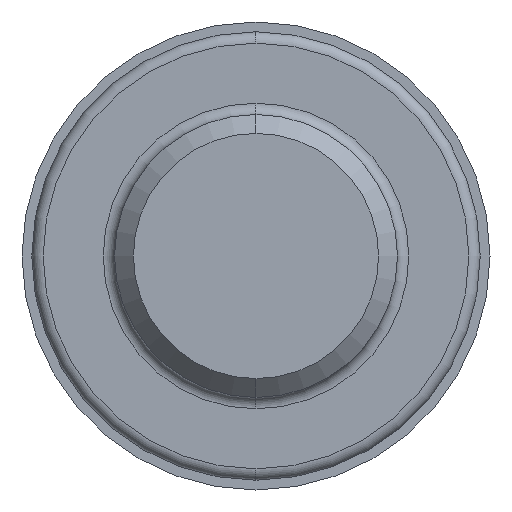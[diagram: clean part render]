
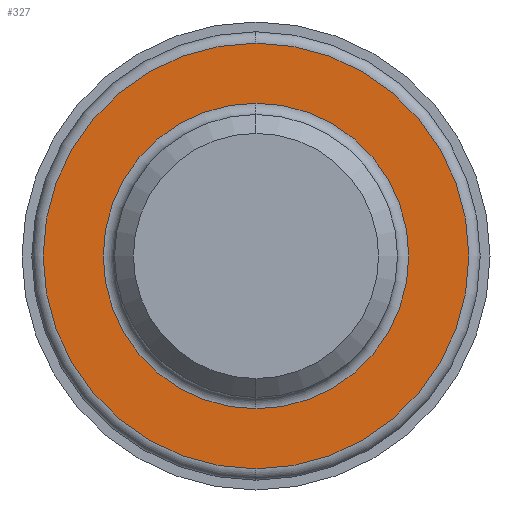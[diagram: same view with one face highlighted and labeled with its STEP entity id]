
A CAD part, left-side view. The second image highlights one B-rep face of the part: STEP entity #327.
In plain terms, the highlighted planar face has unit normal (-1, 0, 0).
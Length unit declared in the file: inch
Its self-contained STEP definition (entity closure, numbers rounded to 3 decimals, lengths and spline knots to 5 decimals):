
#5 = DIRECTION ( 'NONE',  ( 0., 0., 1. ) ) ;
#14 = CARTESIAN_POINT ( 'NONE',  ( 2.125, 0., -0.564 ) ) ;
#16 = FACE_OUTER_BOUND ( 'NONE', #423, .T. ) ;
#19 = CIRCLE ( 'NONE', #643, 0.40485 ) ;
#50 = FACE_BOUND ( 'NONE', #89, .T. ) ;
#60 = DIRECTION ( 'NONE',  ( 0., 0., 1. ) ) ;
#62 = CARTESIAN_POINT ( 'NONE',  ( 2.125, 0., 0. ) ) ;
#67 = DIRECTION ( 'NONE',  ( 0., 0., 1. ) ) ;
#69 = EDGE_CURVE ( 'NONE', #140, #525, #644, .T. ) ;
#89 = EDGE_LOOP ( 'NONE', ( #371, #512 ) ) ;
#110 = AXIS2_PLACEMENT_3D ( 'NONE', #629, #478, #153 ) ;
#130 = VERTEX_POINT ( 'NONE', #14 ) ;
#140 = VERTEX_POINT ( 'NONE', #600 ) ;
#153 = DIRECTION ( 'NONE',  ( 0., 0., 1. ) ) ;
#158 = AXIS2_PLACEMENT_3D ( 'NONE', #397, #233, #67 ) ;
#177 = DIRECTION ( 'NONE',  ( 0., 0., -1. ) ) ;
#209 = EDGE_CURVE ( 'NONE', #130, #651, #587, .T. ) ;
#217 = CIRCLE ( 'NONE', #456, 0.564 ) ;
#233 = DIRECTION ( 'NONE',  ( -1., 0., 0. ) ) ;
#235 = CARTESIAN_POINT ( 'NONE',  ( 2.125, 0.564, 0. ) ) ;
#238 = DIRECTION ( 'NONE',  ( -1., 0., 0. ) ) ;
#256 = CARTESIAN_POINT ( 'NONE',  ( 2.125, 0., -0.40485 ) ) ;
#262 = ORIENTED_EDGE ( 'NONE', *, *, #334, .T. ) ;
#327 = ADVANCED_FACE ( 'NONE', ( #50, #16 ), #385, .F. ) ;
#334 = EDGE_CURVE ( 'NONE', #651, #130, #217, .T. ) ;
#371 = ORIENTED_EDGE ( 'NONE', *, *, #69, .F. ) ;
#385 = PLANE ( 'NONE',  #659 ) ;
#390 = CARTESIAN_POINT ( 'NONE',  ( 2.125, 0., 0.564 ) ) ;
#397 = CARTESIAN_POINT ( 'NONE',  ( 2.125, 0., 0. ) ) ;
#423 = EDGE_LOOP ( 'NONE', ( #262, #575 ) ) ;
#451 = DIRECTION ( 'NONE',  ( -1., 0., 0. ) ) ;
#456 = AXIS2_PLACEMENT_3D ( 'NONE', #62, #451, #5 ) ;
#478 = DIRECTION ( 'NONE',  ( -1., 0., 0. ) ) ;
#495 = DIRECTION ( 'NONE',  ( 1., 0., 0. ) ) ;
#512 = ORIENTED_EDGE ( 'NONE', *, *, #616, .F. ) ;
#525 = VERTEX_POINT ( 'NONE', #256 ) ;
#549 = CARTESIAN_POINT ( 'NONE',  ( 2.125, 0., 0. ) ) ;
#575 = ORIENTED_EDGE ( 'NONE', *, *, #209, .T. ) ;
#587 = CIRCLE ( 'NONE', #110, 0.564 ) ;
#600 = CARTESIAN_POINT ( 'NONE',  ( 2.125, 0., 0.40485 ) ) ;
#616 = EDGE_CURVE ( 'NONE', #525, #140, #19, .T. ) ;
#629 = CARTESIAN_POINT ( 'NONE',  ( 2.125, 0., 0. ) ) ;
#643 = AXIS2_PLACEMENT_3D ( 'NONE', #549, #238, #60 ) ;
#644 = CIRCLE ( 'NONE', #158, 0.40485 ) ;
#651 = VERTEX_POINT ( 'NONE', #390 ) ;
#659 = AXIS2_PLACEMENT_3D ( 'NONE', #235, #495, #177 ) ;
